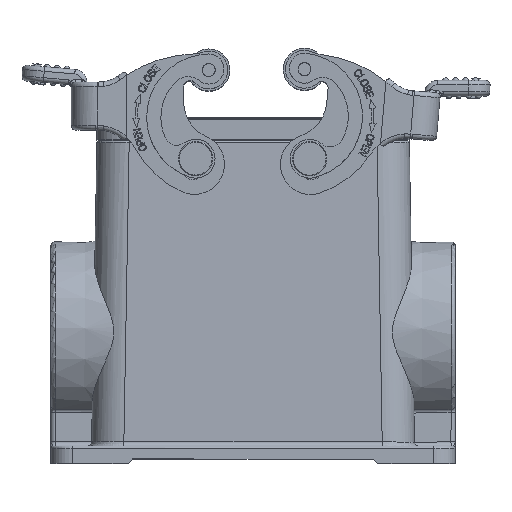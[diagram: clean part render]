
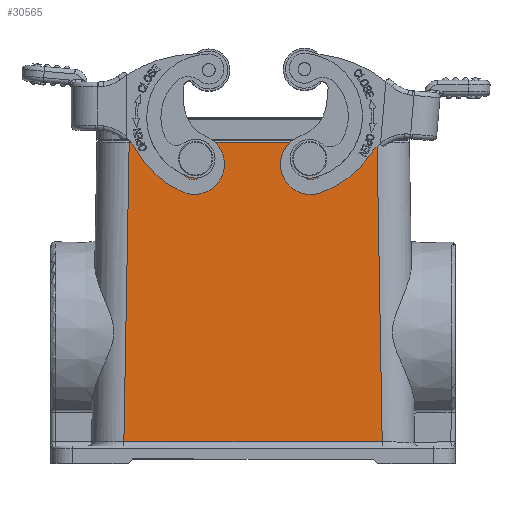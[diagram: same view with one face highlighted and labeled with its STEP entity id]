
A CAD part, top view. The second image highlights one B-rep face of the part: STEP entity #30565.
In plain terms, the highlighted planar face has unit normal (0, 0.018, 1).
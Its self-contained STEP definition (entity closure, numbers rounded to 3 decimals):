
#4098=DIRECTION('',(0.017,-1.,0.017));
#4099=VECTOR('',#4098,69.547);
#4100=CARTESIAN_POINT('',(75.819,51.712,49.758));
#4101=LINE('',#4100,#4099);
#4102=DIRECTION('',(0.018,1.,-0.017));
#4103=VECTOR('',#4102,69.547);
#4104=CARTESIAN_POINT('',(16.964,-17.796,50.971));
#4105=LINE('',#4104,#4103);
#4106=CARTESIAN_POINT('',(60.777,49.388,49.798));
#4107=CARTESIAN_POINT('',(60.727,49.407,49.798));
#4108=CARTESIAN_POINT('',(60.624,49.44,49.798));
#4109=CARTESIAN_POINT('',(60.465,49.471,49.797));
#4110=CARTESIAN_POINT('',(60.358,49.48,49.798));
#4111=CARTESIAN_POINT('',(60.304,49.482,49.798));
#4113=CARTESIAN_POINT('',(60.304,49.482,49.798));
#4114=CARTESIAN_POINT('',(60.227,49.489,49.797));
#4115=CARTESIAN_POINT('',(60.074,49.492,49.796));
#4116=CARTESIAN_POINT('',(59.849,49.461,49.797));
#4117=CARTESIAN_POINT('',(59.703,49.417,49.798));
#4118=CARTESIAN_POINT('',(59.631,49.389,49.798));
#6768=DIRECTION('',(-1.,0.,0.));
#6769=VECTOR('',#6768,57.619);
#6770=CARTESIAN_POINT('',(75.819,51.712,49.758));
#6771=LINE('',#6770,#6769);
#7269=DIRECTION('',(1.,0.,0.));
#7270=VECTOR('',#7269,1.247);
#7271=CARTESIAN_POINT('',(58.384,49.389,49.798));
#7272=LINE('',#7271,#7270);
#7293=DIRECTION('',(1.,0.,0.));
#7294=VECTOR('',#7293,1.169);
#7295=CARTESIAN_POINT('',(60.777,49.388,49.798));
#7296=LINE('',#7295,#7294);
#7362=CARTESIAN_POINT('',(61.946,49.388,49.798));
#7363=CARTESIAN_POINT('',(62.068,49.235,49.801));
#7364=CARTESIAN_POINT('',(62.264,48.912,49.807));
#7365=CARTESIAN_POINT('',(62.426,48.389,49.816));
#7366=CARTESIAN_POINT('',(62.447,48.01,49.822));
#7367=CARTESIAN_POINT('',(62.433,47.815,49.826));
#7379=CARTESIAN_POINT('',(57.902,48.212,49.819));
#7380=CARTESIAN_POINT('',(57.918,48.359,49.816));
#7381=CARTESIAN_POINT('',(57.975,48.641,49.811));
#7382=CARTESIAN_POINT('',(58.135,49.033,49.805));
#7383=CARTESIAN_POINT('',(58.292,49.274,49.8));
#7384=CARTESIAN_POINT('',(58.384,49.389,49.798));
#7386=CARTESIAN_POINT('',(62.433,47.815,49.826));
#7387=CARTESIAN_POINT('',(62.417,47.59,49.83));
#7388=CARTESIAN_POINT('',(62.324,47.166,49.837));
#7389=CARTESIAN_POINT('',(62.003,46.581,49.847));
#7390=CARTESIAN_POINT('',(61.531,46.116,49.856));
#7391=CARTESIAN_POINT('',(60.945,45.804,49.861));
#7392=CARTESIAN_POINT('',(60.295,45.671,49.863));
#7393=CARTESIAN_POINT('',(59.634,45.729,49.862));
#7394=CARTESIAN_POINT('',(59.017,45.973,49.858));
#7395=CARTESIAN_POINT('',(58.494,46.383,49.851));
#7396=CARTESIAN_POINT('',(58.111,46.924,49.841));
#7397=CARTESIAN_POINT('',(57.897,47.556,49.83));
#7398=CARTESIAN_POINT('',(57.879,47.989,49.823));
#7399=CARTESIAN_POINT('',(57.902,48.212,49.819));
#15544=DIRECTION('',(1.,0.,0.));
#15545=VECTOR('',#15544,60.047);
#15546=CARTESIAN_POINT('',(16.964,-17.796,
50.971));
#15547=LINE('',#15546,#15545);
#15557=CARTESIAN_POINT('',(35.988,48.014,49.823));
#15558=CARTESIAN_POINT('',(35.992,47.784,49.827));
#15559=CARTESIAN_POINT('',(35.934,47.344,49.834));
#15560=CARTESIAN_POINT('',(35.66,46.72,49.845));
#15561=CARTESIAN_POINT('',(35.221,46.204,49.854));
#15562=CARTESIAN_POINT('',(34.653,45.834,49.861));
#15563=CARTESIAN_POINT('',(34.003,45.641,49.864));
#15564=CARTESIAN_POINT('',(33.325,45.641,49.864));
#15565=CARTESIAN_POINT('',(32.675,45.835,49.861));
#15566=CARTESIAN_POINT('',(32.107,46.205,49.854));
#15567=CARTESIAN_POINT('',(31.668,46.721,49.845));
#15568=CARTESIAN_POINT('',(31.394,47.345,49.834));
#15569=CARTESIAN_POINT('',(31.337,47.784,49.827));
#15570=CARTESIAN_POINT('',(31.341,48.014,49.823));
#15590=CARTESIAN_POINT('',(31.341,48.014,49.823));
#15591=CARTESIAN_POINT('',(31.345,48.219,49.819));
#15592=CARTESIAN_POINT('',(31.404,48.613,49.812));
#15593=CARTESIAN_POINT('',(31.643,49.173,49.802));
#15594=CARTESIAN_POINT('',(32.018,49.65,49.794));
#15595=CARTESIAN_POINT('',(32.501,50.015,49.788));
#15596=CARTESIAN_POINT('',(33.065,50.245,49.784));
#15597=CARTESIAN_POINT('',(33.459,50.297,49.783));
#15598=CARTESIAN_POINT('',(33.664,50.297,49.783));
#15600=CARTESIAN_POINT('',(33.664,50.297,49.783));
#15601=CARTESIAN_POINT('',(33.869,50.297,49.783));
#15602=CARTESIAN_POINT('',(34.264,50.245,49.784));
#15603=CARTESIAN_POINT('',(34.828,50.015,49.788));
#15604=CARTESIAN_POINT('',(35.311,49.65,49.794));
#15605=CARTESIAN_POINT('',(35.685,49.173,49.802));
#15606=CARTESIAN_POINT('',(35.925,48.613,49.812));
#15607=CARTESIAN_POINT('',(35.984,48.219,49.819));
#15608=CARTESIAN_POINT('',(35.988,48.014,49.823));
#20807=CARTESIAN_POINT('',(16.964,-17.796,
50.971));
#20808=CARTESIAN_POINT('',(18.199,51.73,49.758));
#20809=VERTEX_POINT('',#20807);
#20810=VERTEX_POINT('',#20808);
#20815=CARTESIAN_POINT('',(75.819,51.712,49.758));
#20816=CARTESIAN_POINT('',(77.01,-17.815,
50.971));
#20817=VERTEX_POINT('',#20815);
#20818=VERTEX_POINT('',#20816);
#20819=VERTEX_POINT('',#15557);
#20820=VERTEX_POINT('',#15570);
#20821=VERTEX_POINT('',#15600);
#20822=VERTEX_POINT('',#7386);
#20823=VERTEX_POINT('',#7399);
#20824=VERTEX_POINT('',#7362);
#20825=CARTESIAN_POINT('',(60.777,49.388,49.798));
#20826=VERTEX_POINT('',#20825);
#20827=VERTEX_POINT('',#4111);
#20828=VERTEX_POINT('',#4118);
#20829=CARTESIAN_POINT('',(58.384,49.389,49.798));
#20830=VERTEX_POINT('',#20829);
#30527=CARTESIAN_POINT('',(46.998,16.958,50.365));
#30528=DIRECTION('',(0.,0.017,1.));
#30529=DIRECTION('',(0.,-1.,0.017));
#30530=AXIS2_PLACEMENT_3D('',#30527,#30528,#30529);
#30531=PLANE('',#30530);
#30533=ORIENTED_EDGE('',*,*,#30532,.T.);
#30535=ORIENTED_EDGE('',*,*,#30534,.F.);
#30536=ORIENTED_EDGE('',*,*,#30511,.T.);
#30538=ORIENTED_EDGE('',*,*,#30537,.F.);
#30539=EDGE_LOOP('',(#30533,#30535,#30536,#30538));
#30540=FACE_OUTER_BOUND('',#30539,.F.);
#30542=ORIENTED_EDGE('',*,*,#30541,.F.);
#30544=ORIENTED_EDGE('',*,*,#30543,.F.);
#30546=ORIENTED_EDGE('',*,*,#30545,.F.);
#30547=EDGE_LOOP('',(#30542,#30544,#30546));
#30548=FACE_BOUND('',#30547,.F.);
#30550=ORIENTED_EDGE('',*,*,#30549,.F.);
#30552=ORIENTED_EDGE('',*,*,#30551,.F.);
#30554=ORIENTED_EDGE('',*,*,#30553,.F.);
#30556=ORIENTED_EDGE('',*,*,#30555,.T.);
#30558=ORIENTED_EDGE('',*,*,#30557,.T.);
#30560=ORIENTED_EDGE('',*,*,#30559,.F.);
#30562=ORIENTED_EDGE('',*,*,#30561,.F.);
#30563=EDGE_LOOP('',(#30550,#30552,#30554,#30556,#30558,#30560,#30562));
#30564=FACE_BOUND('',#30563,.F.);
#4112=B_SPLINE_CURVE_WITH_KNOTS('',3,(#4106,#4107,#4108,#4109,#4110,#4111),
.UNSPECIFIED.,.F.,.F.,(4,1,1,4),(0.,0.333,0.667,1.),
.UNSPECIFIED.);
#4119=B_SPLINE_CURVE_WITH_KNOTS('',3,(#4113,#4114,#4115,#4116,#4117,#4118),
.UNSPECIFIED.,.F.,.F.,(4,1,1,4),(0.,0.333,0.667,1.),
.UNSPECIFIED.);
#7368=B_SPLINE_CURVE_WITH_KNOTS('',3,(#7362,#7363,#7364,#7365,#7366,#7367),
.UNSPECIFIED.,.F.,.F.,(4,1,1,4),(0.,0.333,0.667,1.),
.UNSPECIFIED.);
#7385=B_SPLINE_CURVE_WITH_KNOTS('',3,(#7379,#7380,#7381,#7382,#7383,#7384),
.UNSPECIFIED.,.F.,.F.,(4,1,1,4),(0.,0.333,0.667,1.),
.UNSPECIFIED.);
#7400=B_SPLINE_CURVE_WITH_KNOTS('',3,(#7386,#7387,#7388,#7389,#7390,#7391,#7392,
#7393,#7394,#7395,#7396,#7397,#7398,#7399),.UNSPECIFIED.,.F.,.F.,(4,1,1,1,1,1,1,
1,1,1,1,4),(0.,0.091,0.182,0.273,
0.364,0.455,0.545,0.636,
0.727,0.818,0.909,1.),.UNSPECIFIED.);
#15571=B_SPLINE_CURVE_WITH_KNOTS('',3,(#15557,#15558,#15559,#15560,#15561,
#15562,#15563,#15564,#15565,#15566,#15567,#15568,#15569,#15570),.UNSPECIFIED.,
.F.,.F.,(4,1,1,1,1,1,1,1,1,1,1,4),(0.,0.091,0.182,
0.273,0.364,0.455,0.545,
0.636,0.727,0.818,0.909,1.),
.UNSPECIFIED.);
#15599=B_SPLINE_CURVE_WITH_KNOTS('',3,(#15590,#15591,#15592,#15593,#15594,
#15595,#15596,#15597,#15598),.UNSPECIFIED.,.F.,.F.,(4,1,1,1,1,1,4),(0.,
0.167,0.333,0.5,0.667,0.833,
1.),.UNSPECIFIED.);
#15609=B_SPLINE_CURVE_WITH_KNOTS('',3,(#15600,#15601,#15602,#15603,#15604,
#15605,#15606,#15607,#15608),.UNSPECIFIED.,.F.,.F.,(4,1,1,1,1,1,4),(0.,
0.167,0.333,0.5,0.667,0.833,
1.),.UNSPECIFIED.);
#30511=EDGE_CURVE('',#20809,#20810,#4105,.T.);
#30532=EDGE_CURVE('',#20817,#20818,#4101,.T.);
#30534=EDGE_CURVE('',#20809,#20818,#15547,.T.);
#30537=EDGE_CURVE('',#20817,#20810,#6771,.T.);
#30541=EDGE_CURVE('',#20819,#20820,#15571,.T.);
#30543=EDGE_CURVE('',#20821,#20819,#15609,.T.);
#30545=EDGE_CURVE('',#20820,#20821,#15599,.T.);
#30549=EDGE_CURVE('',#20822,#20823,#7400,.T.);
#30551=EDGE_CURVE('',#20824,#20822,#7368,.T.);
#30553=EDGE_CURVE('',#20826,#20824,#7296,.T.);
#30555=EDGE_CURVE('',#20826,#20827,#4112,.T.);
#30557=EDGE_CURVE('',#20827,#20828,#4119,.T.);
#30559=EDGE_CURVE('',#20830,#20828,#7272,.T.);
#30561=EDGE_CURVE('',#20823,#20830,#7385,.T.);
#30565=ADVANCED_FACE('',(#30540,#30548,#30564),#30531,.T.);
